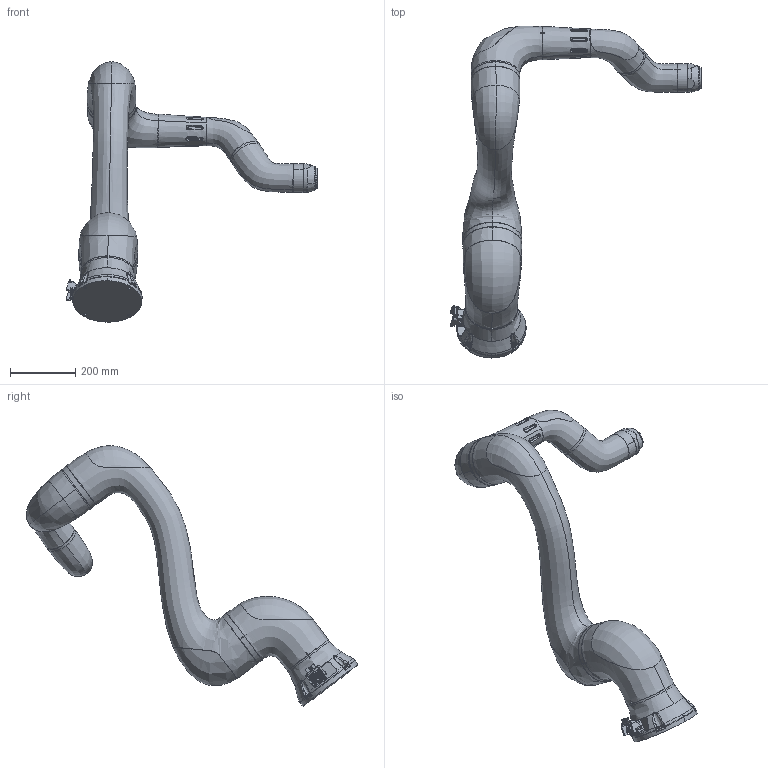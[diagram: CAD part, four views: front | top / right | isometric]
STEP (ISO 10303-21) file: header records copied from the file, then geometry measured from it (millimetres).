
FILE_DESCRIPTION (( 'STEP AP203' ), '1' );
FILE_NAME ('YL012.STEP', '2020-09-11T05:20:38', ( 'fulluser' ), ( '' ), 'SwSTEP 2.0', 'SolidWorks 2017', '' );
FILE_SCHEMA (( 'CONFIG_CONTROL_DESIGN' ));
Length unit declared in the file: millimetre
Products named in the file (18): lower frame cover 1; lower frame; arm frame cover; arm frame; 000048770; 000048769; 橫答攪; arm pipe; base body; wrist body 1; 000048768; upper frame; upper frame cover 鼻睡; 賅菊; YL012; arm pipe cover; wrist holder; upper frame cover 窍何
Assembly tree (17 placements, depth 3):
  YL012
    arm frame
    arm frame cover
    arm pipe
    base body
    lower frame
    upper frame
    upper frame cover 鼻睡
    upper frame cover 窍何
    wrist body 1
    wrist holder
    賅菊
    橫答攪
      000048768
      000048770
      000048769
    lower frame cover 1
    arm pipe cover
Bounding box: 772.14 x 1020.57 x 800.74 mm (x, y, z)
Volume: 28658050.4 mm3; surface area: 1371673.6 mm2
Topology: 16 solids, 16 shells, 1882 faces, 4915 edges, 3210 vertices
Faces by surface type: plane 920, bspline 510, cylinder 343, cone 100, torus 7, sphere 2
Entity records: 137401 total; most frequent: CARTESIAN_POINT 92606, ORIENTED_EDGE 9802, DIRECTION 7240, EDGE_CURVE 4901, VERTEX_POINT 3210, VECTOR 2802, LINE 2802, AXIS2_PLACEMENT_3D 2219
